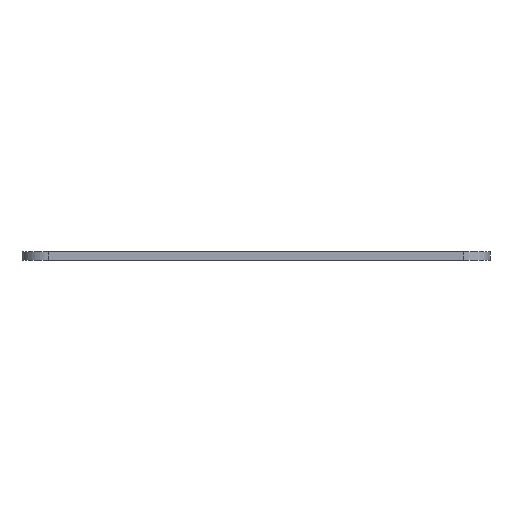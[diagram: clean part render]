
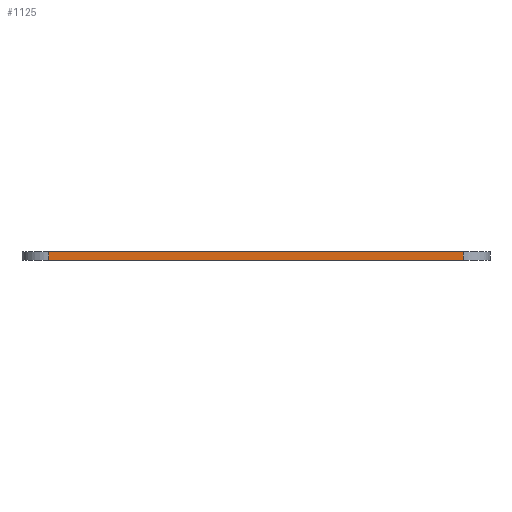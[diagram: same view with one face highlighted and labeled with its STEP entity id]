
A CAD part, front view. The second image highlights one B-rep face of the part: STEP entity #1125.
In plain terms, the highlighted planar face has unit normal (0, -1, 0).
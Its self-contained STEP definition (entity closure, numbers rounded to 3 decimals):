
#35=PLANE('',#1227);
#67=FACE_OUTER_BOUND('',#134,.T.);
#134=EDGE_LOOP('',(#825,#826,#827,#828));
#208=LINE('',#1683,#320);
#229=LINE('',#1776,#341);
#230=LINE('',#1779,#342);
#231=LINE('',#1780,#343);
#320=VECTOR('',#1334,10.);
#341=VECTOR('',#1409,10.);
#342=VECTOR('',#1412,10.);
#343=VECTOR('',#1413,10.);
#490=VERTEX_POINT('',#1680);
#491=VERTEX_POINT('',#1682);
#536=VERTEX_POINT('',#1774);
#537=VERTEX_POINT('',#1778);
#604=EDGE_CURVE('',#490,#491,#208,.T.);
#651=EDGE_CURVE('',#491,#536,#229,.T.);
#652=EDGE_CURVE('',#537,#490,#230,.T.);
#653=EDGE_CURVE('',#536,#537,#231,.T.);
#825=ORIENTED_EDGE('',*,*,#651,.F.);
#826=ORIENTED_EDGE('',*,*,#604,.F.);
#827=ORIENTED_EDGE('',*,*,#652,.F.);
#828=ORIENTED_EDGE('',*,*,#653,.F.);
#1125=ADVANCED_FACE('',(#67),#35,.T.);
#1227=AXIS2_PLACEMENT_3D('',#1777,#1410,#1411);
#1334=DIRECTION('',(-1.,0.,0.));
#1409=DIRECTION('',(0.,0.,1.));
#1410=DIRECTION('center_axis',(0.,-1.,0.));
#1411=DIRECTION('ref_axis',(1.,0.,0.));
#1412=DIRECTION('',(0.,0.,-1.));
#1413=DIRECTION('',(1.,0.,0.));
#1680=CARTESIAN_POINT('',(67.96,-88.318,0.));
#1682=CARTESIAN_POINT('',(-9.04,-88.318,0.));
#1683=CARTESIAN_POINT('',(72.96,-88.318,0.));
#1774=CARTESIAN_POINT('',(-9.04,-88.318,1.5));
#1776=CARTESIAN_POINT('',(-9.04,-88.318,0.));
#1777=CARTESIAN_POINT('Origin',(-14.04,-88.318,0.));
#1778=CARTESIAN_POINT('',(67.96,-88.318,1.5));
#1779=CARTESIAN_POINT('',(67.96,-88.318,0.));
#1780=CARTESIAN_POINT('',(72.96,-88.318,1.5));
